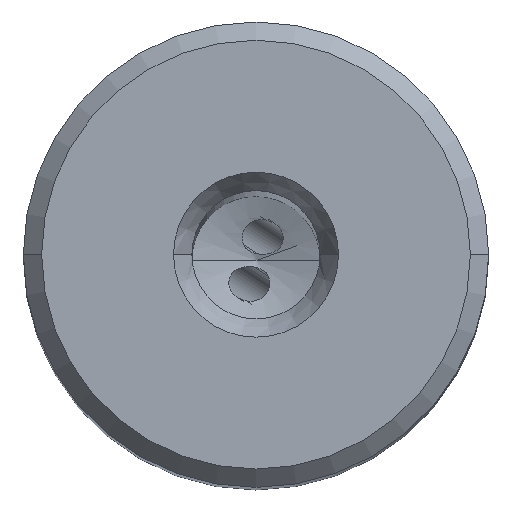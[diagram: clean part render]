
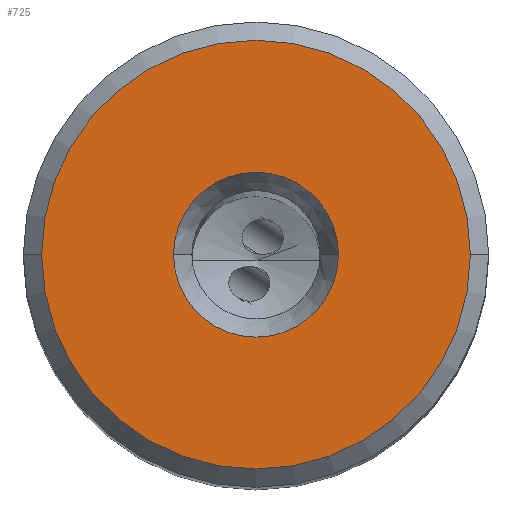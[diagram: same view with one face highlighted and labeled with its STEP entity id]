
A CAD part, top view. The second image highlights one B-rep face of the part: STEP entity #725.
In plain terms, the highlighted planar face has unit normal (0, 0, 1).
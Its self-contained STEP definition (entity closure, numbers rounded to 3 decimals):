
#103=FACE_BOUND('',#1330,.T.);
#104=FACE_BOUND('',#1331,.T.);
#725=ADVANCED_FACE('',(#103,#104),#902,.T.);
#902=PLANE('',#5440);
#1330=EDGE_LOOP('',(#2693,#2694,#2695));
#1331=EDGE_LOOP('',(#2696,#2697));
#1583=CIRCLE('',#5434,11.7);
#1584=CIRCLE('',#5435,11.7);
#1585=CIRCLE('',#5437,11.7);
#1586=CIRCLE('',#5438,4.5);
#1587=CIRCLE('',#5439,4.5);
#2693=ORIENTED_EDGE('',*,*,#4356,.F.);
#2694=ORIENTED_EDGE('',*,*,#4355,.F.);
#2695=ORIENTED_EDGE('',*,*,#4354,.F.);
#2696=ORIENTED_EDGE('',*,*,#4357,.F.);
#2697=ORIENTED_EDGE('',*,*,#4358,.F.);
#3675=VERTEX_POINT('',#11367);
#3676=VERTEX_POINT('',#11369);
#3677=VERTEX_POINT('',#11371);
#3678=VERTEX_POINT('',#11376);
#3679=VERTEX_POINT('',#11377);
#4354=EDGE_CURVE('',#3676,#3677,#1583,.T.);
#4355=EDGE_CURVE('',#3677,#3675,#1584,.T.);
#4356=EDGE_CURVE('',#3675,#3676,#1585,.T.);
#4357=EDGE_CURVE('',#3678,#3679,#1586,.T.);
#4358=EDGE_CURVE('',#3679,#3678,#1587,.T.);
#5434=AXIS2_PLACEMENT_3D('',#11370,#6493,#6494);
#5435=AXIS2_PLACEMENT_3D('',#11372,#6495,#6496);
#5437=AXIS2_PLACEMENT_3D('',#11374,#6499,#6500);
#5438=AXIS2_PLACEMENT_3D('',#11375,#6501,#6502);
#5439=AXIS2_PLACEMENT_3D('',#11378,#6503,#6504);
#5440=AXIS2_PLACEMENT_3D('',#11379,#6505,#6506);
#6493=DIRECTION('',(0.,0.,-1.));
#6494=DIRECTION('',(1.,0.,0.));
#6495=DIRECTION('',(0.,0.,-1.));
#6496=DIRECTION('',(0.,-1.,0.));
#6499=DIRECTION('',(0.,0.,-1.));
#6500=DIRECTION('',(-1.,0.,0.));
#6501=DIRECTION('',(0.,0.,1.));
#6502=DIRECTION('',(-1.,0.,0.));
#6503=DIRECTION('',(0.,0.,1.));
#6504=DIRECTION('',(1.,0.,0.));
#6505=DIRECTION('',(0.,0.,1.));
#6506=DIRECTION('',(-1.,0.,0.));
#11367=CARTESIAN_POINT('',(-11.7,0.,0.));
#11369=CARTESIAN_POINT('',(11.7,0.,0.));
#11370=CARTESIAN_POINT('',(0.,0.,0.));
#11371=CARTESIAN_POINT('',(0.,-11.7,0.));
#11372=CARTESIAN_POINT('',(0.,0.,0.));
#11374=CARTESIAN_POINT('',(0.,0.,0.));
#11375=CARTESIAN_POINT('',(0.,0.,0.));
#11376=CARTESIAN_POINT('',(-4.5,0.,0.));
#11377=CARTESIAN_POINT('',(4.5,0.,0.));
#11378=CARTESIAN_POINT('',(0.,0.,0.));
#11379=CARTESIAN_POINT('',(0.,0.,0.));
